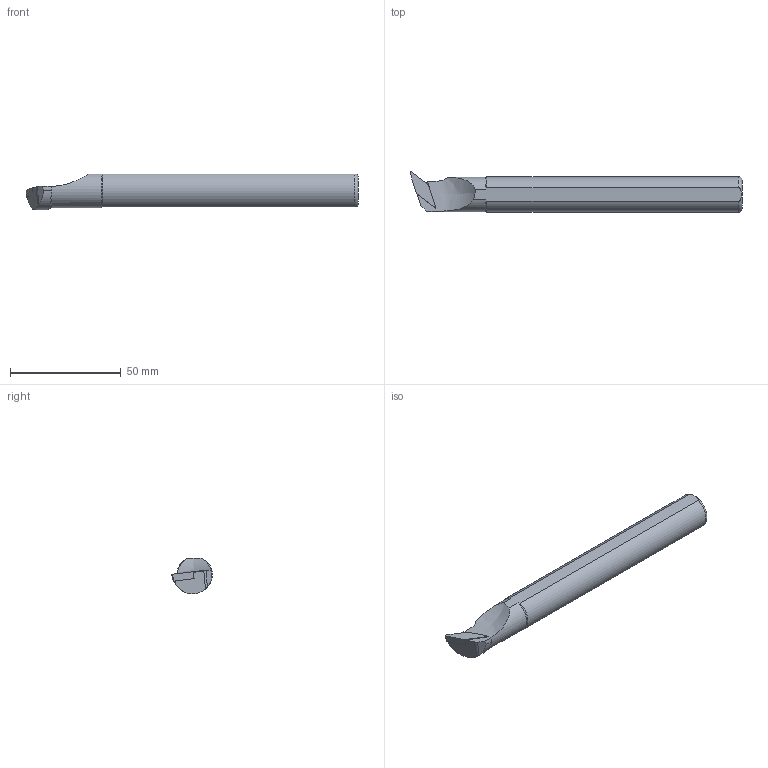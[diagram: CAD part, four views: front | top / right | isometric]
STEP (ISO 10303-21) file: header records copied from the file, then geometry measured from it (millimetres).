
FILE_DESCRIPTION(/* description */ (''),/* implementation_level */ '2;1');
FILE_NAME(/* name */ 'A16M-SVQCL-11.stp',/* time_stamp */ '2023-10-20T18:54:30+03:00',/* author */ (''),/* organization */ (''),/* preprocessor_version */ 'ST-DEVELOPER v19.4',/* originating_system */ 'SIEMENS PLM Software NX2306.3001',/* authorisation */ '');
FILE_SCHEMA (('AUTOMOTIVE_DESIGN { 1 0 10303 214 3 1 1 1 }'));
Length unit declared in the file: millimetre
Products named in the file (1): model1_objects
Bounding box: 149.64 x 18.31 x 16.14 mm (x, y, z)
Volume: 26806.8 mm3; surface area: 7714.4 mm2
Topology: 2 solids, 2 shells, 33 faces, 84 edges, 55 vertices
Faces by surface type: plane 17, cone 9, cylinder 5, bspline 1, torus 1
Entity records: 1603 total; most frequent: CARTESIAN_POINT 575, ORIENTED_EDGE 164, DIRECTION 144, EDGE_CURVE 82, VERTEX_POINT 54, AXIS2_PLACEMENT_3D 53, LINE 38, VECTOR 38
